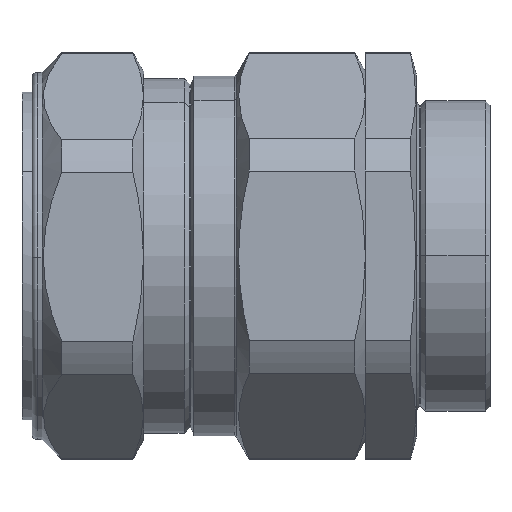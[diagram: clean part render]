
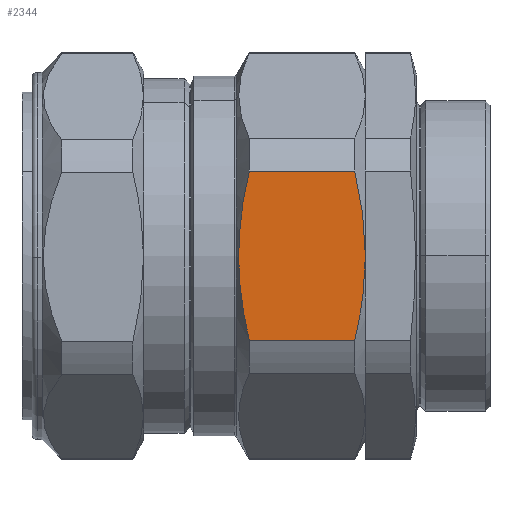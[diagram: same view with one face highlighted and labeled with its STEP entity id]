
A CAD part, top view. The second image highlights one B-rep face of the part: STEP entity #2344.
In plain terms, the highlighted planar face has unit normal (0, 0, 1).
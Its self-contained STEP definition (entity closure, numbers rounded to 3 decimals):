
#11 = CARTESIAN_POINT ( 'NONE',  ( 15.5, -1.437, 37.5 ) ) ;
#38 = CARTESIAN_POINT ( 'NONE',  ( 15.5, 0., 37.5 ) ) ;
#148 = CARTESIAN_POINT ( 'NONE',  ( -8.058, -17.185, 37.5 ) ) ;
#287 = CARTESIAN_POINT ( 'NONE',  ( 15.024, -7.933, 37.5 ) ) ;
#314 = CARTESIAN_POINT ( 'NONE',  ( 15.107, -7.214, 37.5 ) ) ;
#326 = EDGE_CURVE ( 'NONE', #1873, #2225, #1909, .T. ) ;
#381 = EDGE_CURVE ( 'NONE', #2225, #2347, #789, .T. ) ;
#412 = CARTESIAN_POINT ( 'NONE',  ( -8.739, 14.353, 37.5 ) ) ;
#569 = DIRECTION ( 'NONE',  ( 0., 0., -1. ) ) ;
#599 = CARTESIAN_POINT ( 'NONE',  ( -8.058, 17.185, 37.5 ) ) ;
#642 = DIRECTION ( 'NONE',  ( 1., 0., 0. ) ) ;
#789 = B_SPLINE_CURVE_WITH_KNOTS ( 'NONE', 3,
 ( #38, #11, #1428, #856, #1994, #314, #287, #1963, #2585, #2861 ),
 .UNSPECIFIED., .F., .F.,
 ( 4, 2, 2, 2, 4 ),
 ( 0.017, 0.022, 0.024, 0.026, 0.034 ),
 .UNSPECIFIED. ) ;
#856 = CARTESIAN_POINT ( 'NONE',  ( 15.309, -5.048, 37.5 ) ) ;
#891 = DIRECTION ( 'NONE',  ( 0., -1., 0. ) ) ;
#990 = CARTESIAN_POINT ( 'NONE',  ( -10.035, 5.002, 37.5 ) ) ;
#997 = ORIENTED_EDGE ( 'NONE', *, *, #3234, .F. ) ;
#1010 = CARTESIAN_POINT ( 'NONE',  ( -10.177, 2.826, 37.5 ) ) ;
#1095 = LINE ( 'NONE', #2802, #3467 ) ;
#1134 = CARTESIAN_POINT ( 'NONE',  ( 14.017, 14.349, 37.5 ) ) ;
#1153 = CARTESIAN_POINT ( 'NONE',  ( 13.335, -17.185, 37.5 ) ) ;
#1302 = CARTESIAN_POINT ( 'NONE',  ( -9.281, -11.522, 37.5 ) ) ;
#1428 = CARTESIAN_POINT ( 'NONE',  ( 15.452, -2.879, 37.5 ) ) ;
#1458 = CARTESIAN_POINT ( 'NONE',  ( 13.335, 17.185, 37.5 ) ) ;
#1472 = VERTEX_POINT ( 'NONE', #2050 ) ;
#1501 = EDGE_LOOP ( 'NONE', ( #1969, #2325, #997, #2978, #2125 ) ) ;
#1515 = CARTESIAN_POINT ( 'NONE',  ( -32.8, -17.185, 37.5 ) ) ;
#1585 = CARTESIAN_POINT ( 'NONE',  ( -10.023, -5.817, 37.5 ) ) ;
#1650 = EDGE_CURVE ( 'NONE', #3109, #1873, #1095, .T. ) ;
#1709 = CARTESIAN_POINT ( 'NONE',  ( 15.5, 2.896, 37.5 ) ) ;
#1717 = CARTESIAN_POINT ( 'NONE',  ( -32.8, -17.185, 37.5 ) ) ;
#1873 = VERTEX_POINT ( 'NONE', #1458 ) ;
#1909 = B_SPLINE_CURVE_WITH_KNOTS ( 'NONE', 3,
 ( #2316, #1134, #1978, #2290, #1709, #3697 ),
 .UNSPECIFIED., .F., .F.,
 ( 4, 2, 4 ),
 ( 0., 0.009, 0.017 ),
 .UNSPECIFIED. ) ;
#1954 = B_SPLINE_CURVE_WITH_KNOTS ( 'NONE', 3,
 ( #148, #2113, #1302, #1585, #2725, #3577, #1010, #990, #2452, #2144, #3537, #3564, #412, #3260 ),
 .UNSPECIFIED., .F., .F.,
 ( 4, 2, 2, 2, 2, 2, 4 ),
 ( 0., 0.009, 0.017, 0.022, 0.024, 0.026, 0.034 ),
 .UNSPECIFIED. ) ;
#1963 = CARTESIAN_POINT ( 'NONE',  ( 14.559, -11.522, 37.5 ) ) ;
#1969 = ORIENTED_EDGE ( 'NONE', *, *, #326, .F. ) ;
#1978 = CARTESIAN_POINT ( 'NONE',  ( 14.562, 11.501, 37.5 ) ) ;
#1994 = CARTESIAN_POINT ( 'NONE',  ( 15.249, -5.772, 37.5 ) ) ;
#2030 = VECTOR ( 'NONE', #642, 1000. ) ;
#2050 = CARTESIAN_POINT ( 'NONE',  ( -8.058, -17.185, 37.5 ) ) ;
#2113 = CARTESIAN_POINT ( 'NONE',  ( -8.737, -14.359, 37.5 ) ) ;
#2125 = ORIENTED_EDGE ( 'NONE', *, *, #381, .F. ) ;
#2144 = CARTESIAN_POINT ( 'NONE',  ( -9.834, 7.177, 37.5 ) ) ;
#2225 = VERTEX_POINT ( 'NONE', #3637 ) ;
#2290 = CARTESIAN_POINT ( 'NONE',  ( 15.304, 5.775, 37.5 ) ) ;
#2316 = CARTESIAN_POINT ( 'NONE',  ( 13.335, 17.185, 37.5 ) ) ;
#2325 = ORIENTED_EDGE ( 'NONE', *, *, #1650, .F. ) ;
#2344 = ADVANCED_FACE ( 'NONE', ( #3415 ), #2886, .F. ) ;
#2347 = VERTEX_POINT ( 'NONE', #1153 ) ;
#2452 = CARTESIAN_POINT ( 'NONE',  ( -9.975, 5.729, 37.5 ) ) ;
#2519 = DIRECTION ( 'NONE',  ( 1., 0., 0. ) ) ;
#2585 = CARTESIAN_POINT ( 'NONE',  ( 14.013, -14.364, 37.5 ) ) ;
#2614 = AXIS2_PLACEMENT_3D ( 'NONE', #1717, #569, #891 ) ;
#2725 = CARTESIAN_POINT ( 'NONE',  ( -10.22, -2.949, 37.5 ) ) ;
#2800 = LINE ( 'NONE', #1515, #2030 ) ;
#2802 = CARTESIAN_POINT ( 'NONE',  ( -32.8, 17.185, 37.5 ) ) ;
#2841 = EDGE_CURVE ( 'NONE', #1472, #2347, #2800, .T. ) ;
#2861 = CARTESIAN_POINT ( 'NONE',  ( 13.335, -17.185, 37.5 ) ) ;
#2886 = PLANE ( 'NONE',  #2614 ) ;
#2978 = ORIENTED_EDGE ( 'NONE', *, *, #2841, .T. ) ;
#3109 = VERTEX_POINT ( 'NONE', #599 ) ;
#3234 = EDGE_CURVE ( 'NONE', #1472, #3109, #1954, .T. ) ;
#3260 = CARTESIAN_POINT ( 'NONE',  ( -8.058, 17.185, 37.5 ) ) ;
#3415 = FACE_OUTER_BOUND ( 'NONE', #1501, .T. ) ;
#3467 = VECTOR ( 'NONE', #2519, 1000. ) ;
#3537 = CARTESIAN_POINT ( 'NONE',  ( -9.751, 7.899, 37.5 ) ) ;
#3564 = CARTESIAN_POINT ( 'NONE',  ( -9.285, 11.501, 37.5 ) ) ;
#3577 = CARTESIAN_POINT ( 'NONE',  ( -10.224, 1.379, 37.5 ) ) ;
#3637 = CARTESIAN_POINT ( 'NONE',  ( 15.5, 0., 37.5 ) ) ;
#3697 = CARTESIAN_POINT ( 'NONE',  ( 15.5, 0., 37.5 ) ) ;
